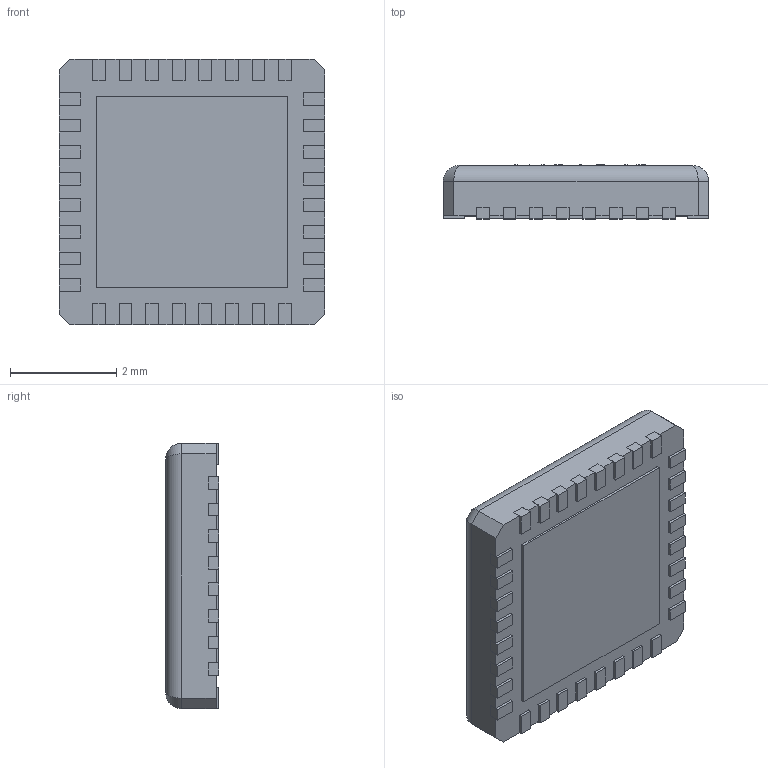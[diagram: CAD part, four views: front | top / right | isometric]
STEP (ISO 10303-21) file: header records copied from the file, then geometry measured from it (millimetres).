
FILE_DESCRIPTION (( 'STEP AP214' ), '1' );
FILE_NAME ('atmega328p.STEP', '2021-04-02T20:18:41', ( '' ), ( '' ), 'SwSTEP 2.0', 'SolidWorks 2020', '' );
FILE_SCHEMA (( 'AUTOMOTIVE_DESIGN' ));
Length unit declared in the file: millimetre
Products named in the file (1): atmega328p
Bounding box: 5 x 1.01 x 5 mm (x, y, z)
Volume: 24.1 mm3; surface area: 117.8 mm2
Topology: 54 solids, 54 shells, 702 faces, 1768 edges, 1176 vertices
Faces by surface type: plane 558, bspline 132, cylinder 12
Entity records: 27123 total; most frequent: CARTESIAN_POINT 10603, ORIENTED_EDGE 3536, DIRECTION 2646, EDGE_CURVE 1768, LINE 1488, VECTOR 1488, VERTEX_POINT 1176, EDGE_LOOP 718
